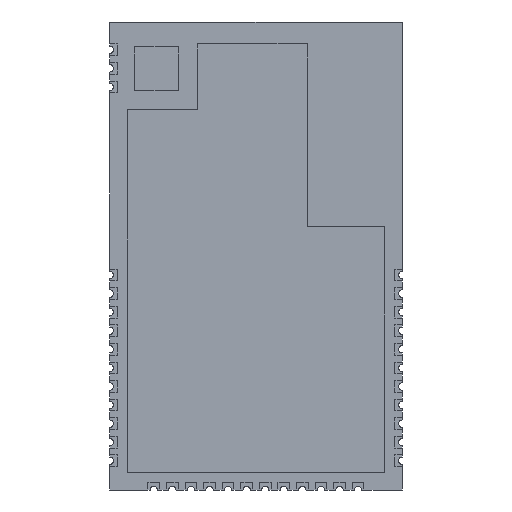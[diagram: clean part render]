
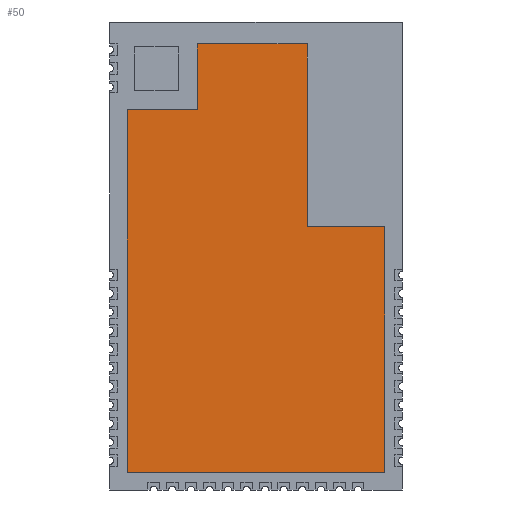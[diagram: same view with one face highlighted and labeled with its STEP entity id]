
A CAD part, front view. The second image highlights one B-rep face of the part: STEP entity #50.
In plain terms, the highlighted planar face has unit normal (0, -1, 0).
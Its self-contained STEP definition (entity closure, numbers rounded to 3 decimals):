
#50 = ADVANCED_FACE ( 'NONE', ( #21186 ), #21560, .T. ) ;
#445 = CARTESIAN_POINT ( 'NONE',  ( -8.8, -1.77, 10. ) ) ;
#587 = ORIENTED_EDGE ( 'NONE', *, *, #3551, .T. ) ;
#688 = DIRECTION ( 'NONE',  ( 0., 0., 1. ) ) ;
#1274 = VECTOR ( 'NONE', #24331, 1000. ) ;
#1702 = CARTESIAN_POINT ( 'NONE',  ( 3.5, -1.77, 14.5 ) ) ;
#2695 = CARTESIAN_POINT ( 'NONE',  ( 8.8, -1.77, 2. ) ) ;
#3290 = VERTEX_POINT ( 'NONE', #21747 ) ;
#3551 = EDGE_CURVE ( 'NONE', #3940, #3290, #26471, .T. ) ;
#3759 = CARTESIAN_POINT ( 'NONE',  ( -4., -1.77, 10. ) ) ;
#3940 = VERTEX_POINT ( 'NONE', #35132 ) ;
#4401 = CARTESIAN_POINT ( 'NONE',  ( -4., -1.77, 14.5 ) ) ;
#4732 = EDGE_CURVE ( 'NONE', #30190, #3940, #14760, .T. ) ;
#5016 = VECTOR ( 'NONE', #11476, 1000. ) ;
#5212 = DIRECTION ( 'NONE',  ( 0., 0., -1. ) ) ;
#5213 = ORIENTED_EDGE ( 'NONE', *, *, #35382, .T. ) ;
#5870 = DIRECTION ( 'NONE',  ( -1., 0., 0. ) ) ;
#9516 = CARTESIAN_POINT ( 'NONE',  ( 3.5, -1.77, 2. ) ) ;
#10523 = ORIENTED_EDGE ( 'NONE', *, *, #34703, .T. ) ;
#10803 = DIRECTION ( 'NONE',  ( 0., -1., 0. ) ) ;
#11187 = CARTESIAN_POINT ( 'NONE',  ( -8.8, -1.77, -14.8 ) ) ;
#11476 = DIRECTION ( 'NONE',  ( -1., 0., 0. ) ) ;
#11797 = CARTESIAN_POINT ( 'NONE',  ( -4., -1.77, 10. ) ) ;
#11923 = DIRECTION ( 'NONE',  ( 0., 0., -1. ) ) ;
#13272 = LINE ( 'NONE', #33098, #29686 ) ;
#13376 = ORIENTED_EDGE ( 'NONE', *, *, #4732, .T. ) ;
#13581 = ORIENTED_EDGE ( 'NONE', *, *, #15961, .T. ) ;
#13635 = VERTEX_POINT ( 'NONE', #15190 ) ;
#13885 = CARTESIAN_POINT ( 'NONE',  ( -4., -1.77, 14.5 ) ) ;
#14078 = CARTESIAN_POINT ( 'NONE',  ( -8.8, -1.77, 10. ) ) ;
#14313 = VERTEX_POINT ( 'NONE', #9516 ) ;
#14760 = LINE ( 'NONE', #445, #30263 ) ;
#15190 = CARTESIAN_POINT ( 'NONE',  ( 8.8, -1.77, 2. ) ) ;
#15961 = EDGE_CURVE ( 'NONE', #3290, #13635, #13272, .T. ) ;
#16583 = LINE ( 'NONE', #4401, #1274 ) ;
#17303 = LINE ( 'NONE', #2695, #5016 ) ;
#20130 = CARTESIAN_POINT ( 'NONE',  ( 3.5, -1.77, 14.5 ) ) ;
#21186 = FACE_OUTER_BOUND ( 'NONE', #29303, .T. ) ;
#21560 = PLANE ( 'NONE',  #27919 ) ;
#21747 = CARTESIAN_POINT ( 'NONE',  ( 8.8, -1.77, -14.8 ) ) ;
#22010 = VECTOR ( 'NONE', #28582, 1000. ) ;
#22566 = EDGE_CURVE ( 'NONE', #14313, #32461, #35568, .T. ) ;
#22633 = ORIENTED_EDGE ( 'NONE', *, *, #22566, .T. ) ;
#23483 = VECTOR ( 'NONE', #26116, 1000. ) ;
#24179 = CARTESIAN_POINT ( 'NONE',  ( 3.5, -1.77, 2. ) ) ;
#24331 = DIRECTION ( 'NONE',  ( 0., 0., -1. ) ) ;
#26023 = ORIENTED_EDGE ( 'NONE', *, *, #37241, .T. ) ;
#26116 = DIRECTION ( 'NONE',  ( -1., 0., 0. ) ) ;
#26471 = LINE ( 'NONE', #11187, #22010 ) ;
#26550 = VERTEX_POINT ( 'NONE', #3759 ) ;
#27919 = AXIS2_PLACEMENT_3D ( 'NONE', #36722, #10803, #5212 ) ;
#28582 = DIRECTION ( 'NONE',  ( 1., 0., 0. ) ) ;
#29303 = EDGE_LOOP ( 'NONE', ( #10523, #13376, #587, #13581, #26023, #22633, #30170, #5213 ) ) ;
#29686 = VECTOR ( 'NONE', #30272, 1000. ) ;
#30170 = ORIENTED_EDGE ( 'NONE', *, *, #33064, .T. ) ;
#30190 = VERTEX_POINT ( 'NONE', #14078 ) ;
#30263 = VECTOR ( 'NONE', #11923, 1000. ) ;
#30272 = DIRECTION ( 'NONE',  ( 0., 0., 1. ) ) ;
#31012 = LINE ( 'NONE', #20130, #35367 ) ;
#32461 = VERTEX_POINT ( 'NONE', #1702 ) ;
#33064 = EDGE_CURVE ( 'NONE', #32461, #33618, #31012, .T. ) ;
#33098 = CARTESIAN_POINT ( 'NONE',  ( 8.8, -1.77, -14.8 ) ) ;
#33171 = VECTOR ( 'NONE', #688, 1000. ) ;
#33618 = VERTEX_POINT ( 'NONE', #13885 ) ;
#34703 = EDGE_CURVE ( 'NONE', #26550, #30190, #34836, .T. ) ;
#34836 = LINE ( 'NONE', #11797, #23483 ) ;
#35132 = CARTESIAN_POINT ( 'NONE',  ( -8.8, -1.77, -14.8 ) ) ;
#35367 = VECTOR ( 'NONE', #5870, 1000. ) ;
#35382 = EDGE_CURVE ( 'NONE', #33618, #26550, #16583, .T. ) ;
#35568 = LINE ( 'NONE', #24179, #33171 ) ;
#36722 = CARTESIAN_POINT ( 'NONE',  ( 0., -1.77, 0. ) ) ;
#37241 = EDGE_CURVE ( 'NONE', #13635, #14313, #17303, .T. ) ;
